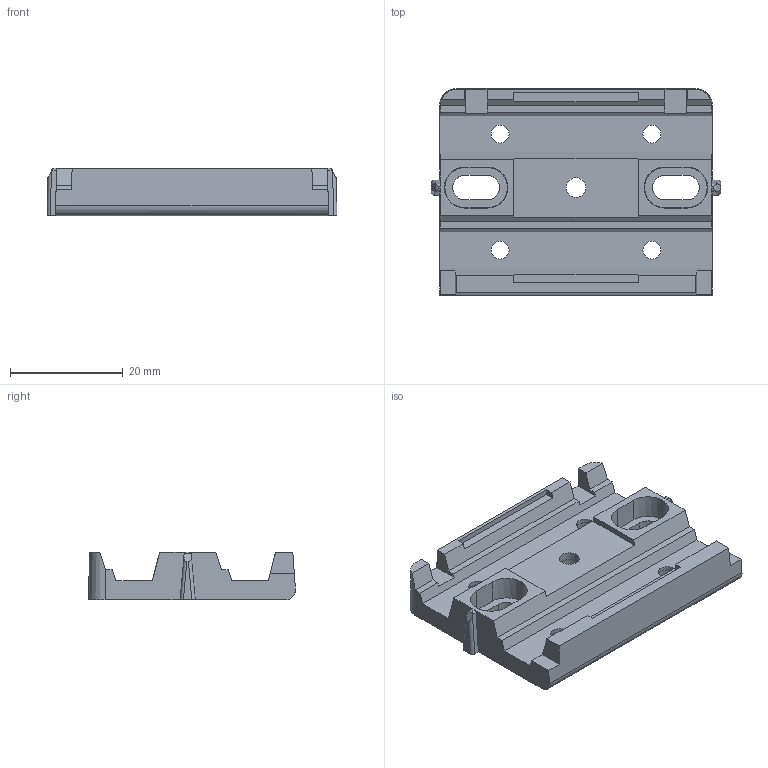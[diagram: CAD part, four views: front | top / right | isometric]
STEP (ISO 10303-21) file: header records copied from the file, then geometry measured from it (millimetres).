
FILE_DESCRIPTION(('HOOPS Exchange Step'),'2;1');
FILE_NAME('export-2938E8B4-FB5E-4581-813B-9DD8D7087329.stp','2023-09-27T11:39:55+02:00',('jberger'),('Alibre'),'HOOPS Exchange 2021.0','Alibre','Unknown authorisation');
FILE_SCHEMA( ('AP242_MANAGED_MODEL_BASED_3D_ENGINEERING_MIM_LF {1 0 10303 442 1 1 4 }') );
Length unit declared in the file: millimetre
Products named in the file (1): Modulunterteil
Bounding box: 51.5 x 36.77 x 8.5 mm (x, y, z)
Volume: 8931.4 mm3; surface area: 6227.1 mm2
Topology: 1 solids, 5 shells, 147 faces, 387 edges, 258 vertices
Faces by surface type: plane 88, cylinder 33, cone 26
Entity records: 4595 total; most frequent: CARTESIAN_POINT 914, ORIENTED_EDGE 774, DIRECTION 741, EDGE_CURVE 387, VERTEX_POINT 258, VECTOR 251, LINE 251, AXIS2_PLACEMENT_3D 245
